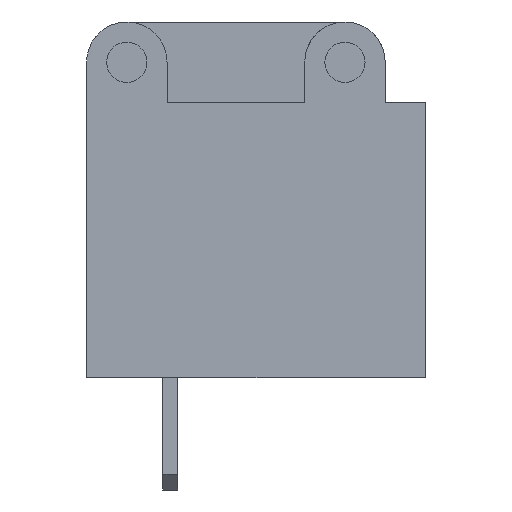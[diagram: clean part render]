
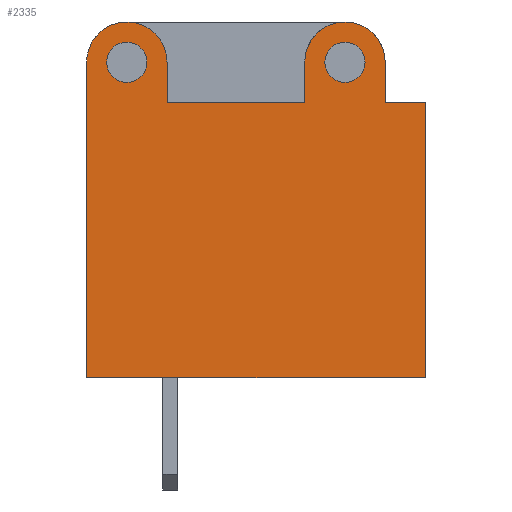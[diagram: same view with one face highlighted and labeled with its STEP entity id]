
A CAD part, left-side view. The second image highlights one B-rep face of the part: STEP entity #2335.
In plain terms, the highlighted planar face has unit normal (-1, 0, 0).
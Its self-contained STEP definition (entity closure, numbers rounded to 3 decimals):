
#13=DIRECTION('',(0.,0.,1.));
#22=VERTEX_POINT('',#23);
#23=CARTESIAN_POINT('',(-5.5,-12.05,0.));
#28=DIRECTION('',(1.,0.,0.));
#30=EDGE_CURVE('',#22,#31,#33,.T.);
#31=VERTEX_POINT('',#32);
#32=CARTESIAN_POINT('',(-5.5,-12.05,13.));
#33=LINE('',#23,#34);
#34=VECTOR('',#13,1.);
#58=VECTOR('',#59,1.);
#59=DIRECTION('',(0.,0.,-1.));
#341=DIRECTION('',(0.,1.,0.));
#346=EDGE_CURVE('',#347,#22,#349,.T.);
#347=VERTEX_POINT('',#348);
#348=CARTESIAN_POINT('',(-5.5,3.95,0.));
#349=LINE('',#348,#350);
#350=VECTOR('',#351,1.);
#351=DIRECTION('',(0.,-1.,0.));
#363=DIRECTION('',(-1.,0.,0.));
#1110=VECTOR('',#1111,1.);
#1111=DIRECTION('',(0.,0.,-1.));
#2328=VERTEX_POINT('',#2329);
#2329=CARTESIAN_POINT('',(-5.5,-10.15,13.));
#2331=ORIENTED_EDGE('',*,*,#2332,.T.);
#2332=EDGE_CURVE('',#2328,#31,#2333,.T.);
#2333=LINE('',#2334,#350);
#2334=CARTESIAN_POINT('',(-5.5,3.95,13.));
#2335=ADVANCED_FACE('',(#2336,#2376,#2384),#2392,.F.);
#2336=FACE_BOUND('',#2337,.F.);
#2337=EDGE_LOOP('',(#2338,#2343,#2350,#2355,#2359,#2364,#2371,#2331,#2374,#2375));
#2338=ORIENTED_EDGE('',*,*,#2339,.F.);
#2339=EDGE_CURVE('',#2340,#347,#2342,.T.);
#2340=VERTEX_POINT('',#2341);
#2341=CARTESIAN_POINT('',(-5.5,3.95,14.9));
#2342=LINE('',#2341,#58);
#2343=ORIENTED_EDGE('',*,*,#2344,.T.);
#2344=EDGE_CURVE('',#2340,#2345,#2347,.T.);
#2345=VERTEX_POINT('',#2346);
#2346=CARTESIAN_POINT('',(-5.5,0.15,14.9));
#2347=CIRCLE('',#2348,1.9);
#2348=AXIS2_PLACEMENT_3D('',#2349,#28,#341);
#2349=CARTESIAN_POINT('',(-5.5,2.05,14.9));
#2350=ORIENTED_EDGE('',*,*,#2351,.T.);
#2351=EDGE_CURVE('',#2345,#2352,#2354,.T.);
#2352=VERTEX_POINT('',#2353);
#2353=CARTESIAN_POINT('',(-5.5,0.15,13.));
#2354=LINE('',#2346,#1110);
#2355=ORIENTED_EDGE('',*,*,#2356,.T.);
#2356=EDGE_CURVE('',#2352,#2357,#2333,.T.);
#2357=VERTEX_POINT('',#2358);
#2358=CARTESIAN_POINT('',(-5.5,-6.35,13.));
#2359=ORIENTED_EDGE('',*,*,#2360,.T.);
#2360=EDGE_CURVE('',#2357,#2361,#2363,.T.);
#2361=VERTEX_POINT('',#2362);
#2362=CARTESIAN_POINT('',(-5.5,-6.35,14.9));
#2363=LINE('',#2358,#34);
#2364=ORIENTED_EDGE('',*,*,#2365,.T.);
#2365=EDGE_CURVE('',#2361,#2366,#2368,.T.);
#2366=VERTEX_POINT('',#2367);
#2367=CARTESIAN_POINT('',(-5.5,-10.15,14.9));
#2368=CIRCLE('',#2369,1.9);
#2369=AXIS2_PLACEMENT_3D('',#2370,#28,#341);
#2370=CARTESIAN_POINT('',(-5.5,-8.25,14.9));
#2371=ORIENTED_EDGE('',*,*,#2372,.T.);
#2372=EDGE_CURVE('',#2366,#2328,#2373,.T.);
#2373=LINE('',#2367,#1110);
#2374=ORIENTED_EDGE('',*,*,#30,.F.);
#2375=ORIENTED_EDGE('',*,*,#346,.F.);
#2376=FACE_BOUND('',#2377,.F.);
#2377=EDGE_LOOP('',(#2378));
#2378=ORIENTED_EDGE('',*,*,#2379,.T.);
#2379=EDGE_CURVE('',#2380,#2380,#2382,.T.);
#2380=VERTEX_POINT('',#2381);
#2381=CARTESIAN_POINT('',(-5.5,1.1,14.9));
#2382=CIRCLE('',#2383,0.95);
#2383=AXIS2_PLACEMENT_3D('',#2349,#363,#351);
#2384=FACE_BOUND('',#2385,.F.);
#2385=EDGE_LOOP('',(#2386));
#2386=ORIENTED_EDGE('',*,*,#2387,.T.);
#2387=EDGE_CURVE('',#2388,#2388,#2390,.T.);
#2388=VERTEX_POINT('',#2389);
#2389=CARTESIAN_POINT('',(-5.5,-9.2,14.9));
#2390=CIRCLE('',#2391,0.95);
#2391=AXIS2_PLACEMENT_3D('',#2370,#363,#351);
#2392=PLANE('',#2393);
#2393=AXIS2_PLACEMENT_3D('',#348,#28,#351);
